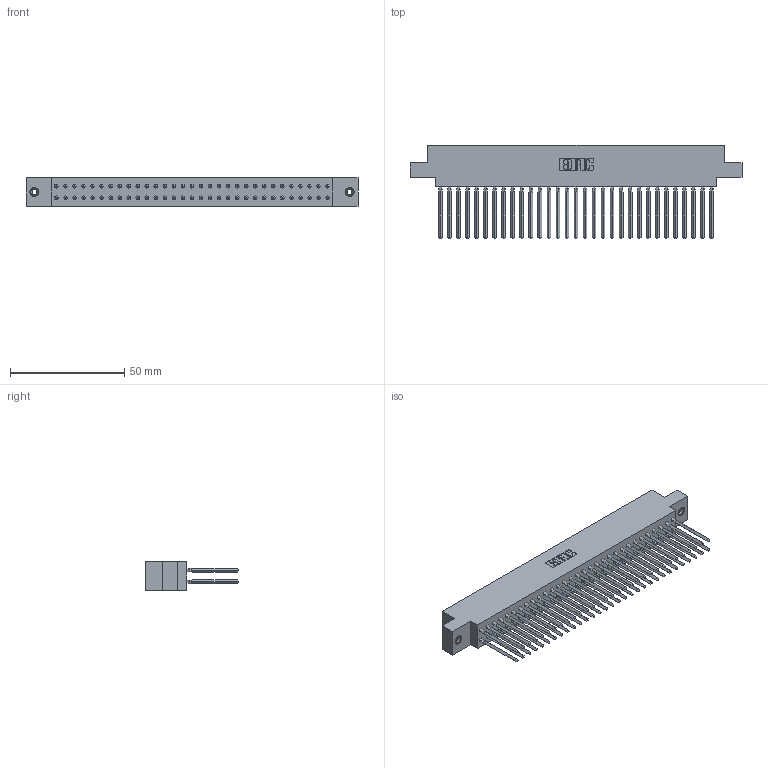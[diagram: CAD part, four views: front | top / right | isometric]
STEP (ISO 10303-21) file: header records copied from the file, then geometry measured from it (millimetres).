
FILE_DESCRIPTION (( 'STEP AP203' ), '1' );
FILE_NAME ('317-062-543-878.STEP', '2020-02-28T05:41:40', ( '' ), ( '' ), 'SwSTEP 2.0', 'SolidWorks 2016', '' );
FILE_SCHEMA (( 'CONFIG_CONTROL_DESIGN' ));
Length unit declared in the file: inch
Products named in the file (4): 317 Part_.156 Dia - TI; 345-250-001_345-250-003-102; 317-290-001_543; 317-062-543-878
Assembly tree (65 placements, depth 2):
  317-062-543-878
    317 Part_.156 Dia - TI
    317-290-001_543  x62
    345-250-001_345-250-003-102  x2
Bounding box: 145.54 x 41.15 x 12.7 mm (x, y, z)
Volume: 24356.6 mm3; surface area: 36540.2 mm2
Topology: 65 solids, 65 shells, 5680 faces, 15725 edges, 10124 vertices
Faces by surface type: plane 4616, cylinder 800, bspline 248, cone 12, torus 4
Entity records: 47531 total; most frequent: CARTESIAN_POINT 8678, ORIENTED_EDGE 8170, DIRECTION 6857, EDGE_CURVE 4085, VECTOR 3809, LINE 3809, VERTEX_POINT 2713, AXIS2_PLACEMENT_3D 1524
